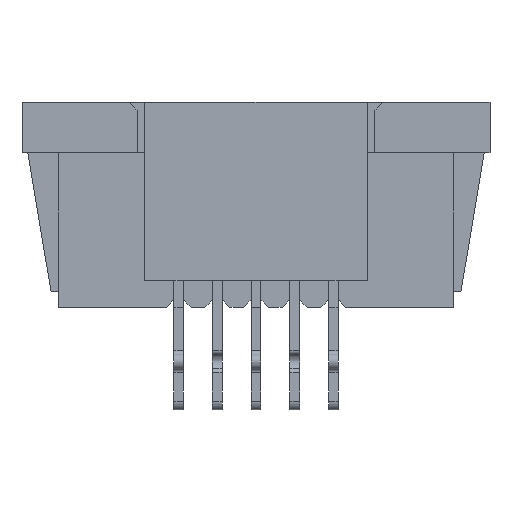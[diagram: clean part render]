
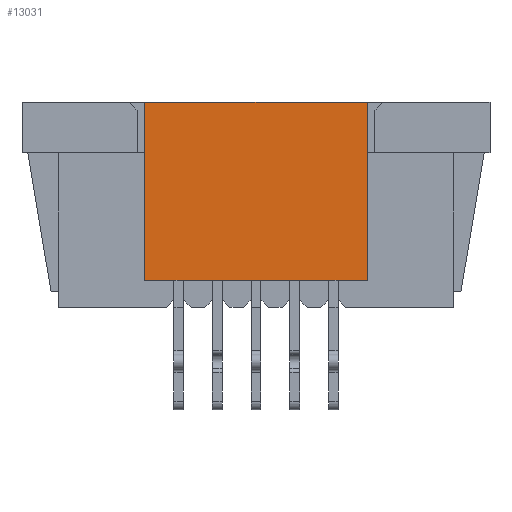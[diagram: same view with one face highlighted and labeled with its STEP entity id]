
A CAD part, front view. The second image highlights one B-rep face of the part: STEP entity #13031.
In plain terms, the highlighted planar face has unit normal (0, -1, 0).
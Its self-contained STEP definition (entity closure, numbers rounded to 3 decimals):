
#42 = VERTEX_POINT ( 'NONE', #13490 ) ;
#56 = CARTESIAN_POINT ( 'NONE',  ( -1.875, -1.261, -3.3 ) ) ;
#293 = CARTESIAN_POINT ( 'NONE',  ( 2.125, -1.26, -3.3 ) ) ;
#325 = DIRECTION ( 'NONE',  ( -1., 0., 0. ) ) ;
#402 = CARTESIAN_POINT ( 'NONE',  ( 0., -1.26, 0. ) ) ;
#454 = ORIENTED_EDGE ( 'NONE', *, *, #17857, .T. ) ;
#496 = ORIENTED_EDGE ( 'NONE', *, *, #4475, .F. ) ;
#901 = CARTESIAN_POINT ( 'NONE',  ( 1.875, -1.26, -3.3 ) ) ;
#1868 = ORIENTED_EDGE ( 'NONE', *, *, #9750, .T. ) ;
#1999 = CARTESIAN_POINT ( 'NONE',  ( 1.875, -1.26, -3.3 ) ) ;
#2105 = ORIENTED_EDGE ( 'NONE', *, *, #9909, .F. ) ;
#2169 = CARTESIAN_POINT ( 'NONE',  ( 0.042, -1.26, -3.3 ) ) ;
#2293 = CARTESIAN_POINT ( 'NONE',  ( 0.125, -1.26, -3.3 ) ) ;
#2469 = CARTESIAN_POINT ( 'NONE',  ( -0.125, -1.26, -3.3 ) ) ;
#2472 = CARTESIAN_POINT ( 'NONE',  ( 0.125, -1.26, -3.3 ) ) ;
#2559 = VERTEX_POINT ( 'NONE', #18933 ) ;
#2597 = CARTESIAN_POINT ( 'NONE',  ( 2.875, -1.26, 1.3 ) ) ;
#2754 = CARTESIAN_POINT ( 'NONE',  ( 2.875, -1.26, -3.3 ) ) ;
#2781 = ORIENTED_EDGE ( 'NONE', *, *, #11846, .F. ) ;
#3441 = VECTOR ( 'NONE', #5280, 1000. ) ;
#3550 = CARTESIAN_POINT ( 'NONE',  ( 2.875, -1.26, 1.3 ) ) ;
#3617 = VERTEX_POINT ( 'NONE', #19809 ) ;
#4149 = CARTESIAN_POINT ( 'NONE',  ( 2.625, -1.26, -3.3 ) ) ;
#4209 = CARTESIAN_POINT ( 'NONE',  ( -2.875, -1.26, -3.3 ) ) ;
#4446 = ORIENTED_EDGE ( 'NONE', *, *, #15746, .F. ) ;
#4459 = CARTESIAN_POINT ( 'NONE',  ( 1.875, -1.26, -3.3 ) ) ;
#4475 = EDGE_CURVE ( 'NONE', #2559, #42, #11507, .T. ) ;
#4628 = CARTESIAN_POINT ( 'NONE',  ( -2.042, -1.26, -3.3 ) ) ;
#4818 = ORIENTED_EDGE ( 'NONE', *, *, #15987, .T. ) ;
#4902 = VERTEX_POINT ( 'NONE', #9827 ) ;
#4925 = ORIENTED_EDGE ( 'NONE', *, *, #14112, .T. ) ;
#5275 = VERTEX_POINT ( 'NONE', #2597 ) ;
#5280 = DIRECTION ( 'NONE',  ( 0., 0., -1. ) ) ;
#5374 = FACE_OUTER_BOUND ( 'NONE', #10266, .T. ) ;
#5519 = VERTEX_POINT ( 'NONE', #2754 ) ;
#5768 = VERTEX_POINT ( 'NONE', #14021 ) ;
#6589 = DIRECTION ( 'NONE',  ( 0., 1., 0. ) ) ;
#7389 = VECTOR ( 'NONE', #14635, 1000. ) ;
#7903 = CARTESIAN_POINT ( 'NONE',  ( 2.042, -1.26, -3.3 ) ) ;
#8309 = EDGE_CURVE ( 'NONE', #18871, #13601, #15493, .T. ) ;
#8397 = CARTESIAN_POINT ( 'NONE',  ( -2.875, -1.26, 1.3 ) ) ;
#8509 = LINE ( 'NONE', #14823, #7389 ) ;
#8581 = CARTESIAN_POINT ( 'NONE',  ( 1.292, -1.26, -3.3 ) ) ;
#8760 = CARTESIAN_POINT ( 'NONE',  ( -2.625, -1.26, -3.3 ) ) ;
#8801 = EDGE_CURVE ( 'NONE', #18706, #3617, #11738, .T. ) ;
#9750 = EDGE_CURVE ( 'NONE', #5275, #18706, #16080, .T. ) ;
#9813 = PLANE ( 'NONE',  #10952 ) ;
#9827 = CARTESIAN_POINT ( 'NONE',  ( -2.125, -1.261, -3.3 ) ) ;
#9909 = EDGE_CURVE ( 'NONE', #5519, #5768, #11057, .T. ) ;
#9916 = DIRECTION ( 'NONE',  ( 0., 0., -1. ) ) ;
#9967 = ORIENTED_EDGE ( 'NONE', *, *, #8309, .F. ) ;
#10180 = CARTESIAN_POINT ( 'NONE',  ( -1.875, -1.261, -3.3 ) ) ;
#10266 = EDGE_LOOP ( 'NONE', ( #12716, #2781, #4925, #496, #4818, #9967, #454, #2105, #4446, #1868 ) ) ;
#10785 = CARTESIAN_POINT ( 'NONE',  ( -1.958, -1.26, -3.3 ) ) ;
#10952 = AXIS2_PLACEMENT_3D ( 'NONE', #402, #6589, #9916 ) ;
#11057 = B_SPLINE_CURVE_WITH_KNOTS ( 'NONE', 3,
 ( #14839, #4149, #16274, #14743 ),
 .UNSPECIFIED., .F., .F.,
 ( 4, 4 ),
 ( 0., 0.13 ),
 .UNSPECIFIED. ) ;
#11507 = B_SPLINE_CURVE_WITH_KNOTS ( 'NONE', 3,
 ( #2469, #17804, #19221, #10180 ),
 .UNSPECIFIED., .F., .F.,
 ( 4, 4 ),
 ( 0.522, 0.826 ),
 .UNSPECIFIED. ) ;
#11738 = LINE ( 'NONE', #16168, #3441 ) ;
#11846 = EDGE_CURVE ( 'NONE', #4902, #3617, #16534, .T. ) ;
#12716 = ORIENTED_EDGE ( 'NONE', *, *, #8801, .T. ) ;
#13031 = ADVANCED_FACE ( 'NONE', ( #5374 ), #9813, .F. ) ;
#13483 = CARTESIAN_POINT ( 'NONE',  ( -2.375, -1.26, -3.3 ) ) ;
#13490 = CARTESIAN_POINT ( 'NONE',  ( -1.875, -1.261, -3.3 ) ) ;
#13601 = VERTEX_POINT ( 'NONE', #15756 ) ;
#13671 = CARTESIAN_POINT ( 'NONE',  ( -2.125, -1.261, -3.3 ) ) ;
#14021 = CARTESIAN_POINT ( 'NONE',  ( 2.125, -1.26, -3.3 ) ) ;
#14112 = EDGE_CURVE ( 'NONE', #4902, #42, #19547, .T. ) ;
#14608 = CARTESIAN_POINT ( 'NONE',  ( 0.708, -1.26, -3.3 ) ) ;
#14635 = DIRECTION ( 'NONE',  ( 0., 0., -1. ) ) ;
#14743 = CARTESIAN_POINT ( 'NONE',  ( 2.125, -1.26, -3.3 ) ) ;
#14823 = CARTESIAN_POINT ( 'NONE',  ( 2.875, -1.26, 7.092 ) ) ;
#14839 = CARTESIAN_POINT ( 'NONE',  ( 2.875, -1.26, -3.3 ) ) ;
#14905 = B_SPLINE_CURVE_WITH_KNOTS ( 'NONE', 3,
 ( #17702, #17517, #2169, #2472 ),
 .UNSPECIFIED., .F., .F.,
 ( 4, 4 ),
 ( 0.478, 0.522 ),
 .UNSPECIFIED. ) ;
#15493 = B_SPLINE_CURVE_WITH_KNOTS ( 'NONE', 3,
 ( #1999, #8581, #14608, #2293 ),
 .UNSPECIFIED., .F., .F.,
 ( 4, 4 ),
 ( 0.174, 0.478 ),
 .UNSPECIFIED. ) ;
#15746 = EDGE_CURVE ( 'NONE', #5275, #5519, #8509, .T. ) ;
#15756 = CARTESIAN_POINT ( 'NONE',  ( 0.125, -1.26, -3.3 ) ) ;
#15987 = EDGE_CURVE ( 'NONE', #2559, #13601, #14905, .T. ) ;
#16080 = LINE ( 'NONE', #3550, #17803 ) ;
#16168 = CARTESIAN_POINT ( 'NONE',  ( -2.875, -1.26, 7.092 ) ) ;
#16274 = CARTESIAN_POINT ( 'NONE',  ( 2.375, -1.26, -3.3 ) ) ;
#16534 = B_SPLINE_CURVE_WITH_KNOTS ( 'NONE', 3,
 ( #19253, #13483, #8760, #4209 ),
 .UNSPECIFIED., .F., .F.,
 ( 4, 4 ),
 ( 0.87, 1. ),
 .UNSPECIFIED. ) ;
#17517 = CARTESIAN_POINT ( 'NONE',  ( -0.042, -1.26, -3.3 ) ) ;
#17702 = CARTESIAN_POINT ( 'NONE',  ( -0.125, -1.26, -3.3 ) ) ;
#17803 = VECTOR ( 'NONE', #325, 1000. ) ;
#17804 = CARTESIAN_POINT ( 'NONE',  ( -0.708, -1.26, -3.3 ) ) ;
#17857 = EDGE_CURVE ( 'NONE', #18871, #5768, #19708, .T. ) ;
#18665 = CARTESIAN_POINT ( 'NONE',  ( 1.958, -1.26, -3.3 ) ) ;
#18706 = VERTEX_POINT ( 'NONE', #8397 ) ;
#18871 = VERTEX_POINT ( 'NONE', #901 ) ;
#18933 = CARTESIAN_POINT ( 'NONE',  ( -0.125, -1.26, -3.3 ) ) ;
#19221 = CARTESIAN_POINT ( 'NONE',  ( -1.292, -1.26, -3.3 ) ) ;
#19253 = CARTESIAN_POINT ( 'NONE',  ( -2.125, -1.261, -3.3 ) ) ;
#19547 = B_SPLINE_CURVE_WITH_KNOTS ( 'NONE', 3,
 ( #13671, #4628, #10785, #56 ),
 .UNSPECIFIED., .F., .F.,
 ( 4, 4 ),
 ( 0.13, 0.174 ),
 .UNSPECIFIED. ) ;
#19708 = B_SPLINE_CURVE_WITH_KNOTS ( 'NONE', 3,
 ( #4459, #18665, #7903, #293 ),
 .UNSPECIFIED., .F., .F.,
 ( 4, 4 ),
 ( 0.826, 0.87 ),
 .UNSPECIFIED. ) ;
#19809 = CARTESIAN_POINT ( 'NONE',  ( -2.875, -1.26, -3.3 ) ) ;
